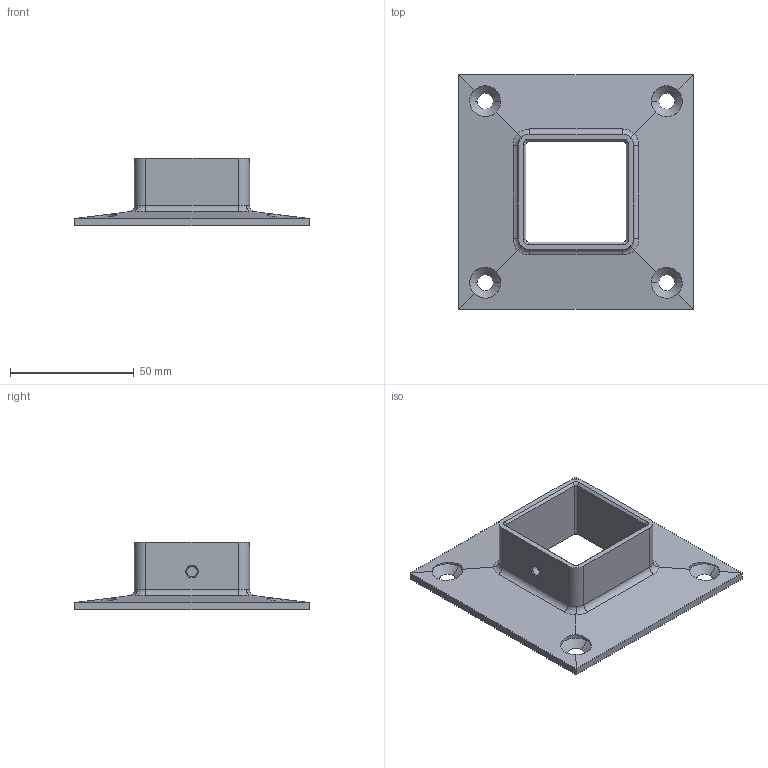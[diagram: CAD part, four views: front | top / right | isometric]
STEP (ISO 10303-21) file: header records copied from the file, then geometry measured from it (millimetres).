
FILE_DESCRIPTION (( 'STEP AP203' ), '1' );
FILE_NAME ('A_4505-040.STEP', '2022-10-28T08:32:58', ( '' ), ( '' ), 'SwSTEP 2.0', 'SolidWorks 2019', '' );
FILE_SCHEMA (( 'CONFIG_CONTROL_DESIGN' ));
Length unit declared in the file: millimetre
Products named in the file (1): A_4505-040
Bounding box: 95 x 95 x 27.5 mm (x, y, z)
Volume: 34079.9 mm3; surface area: 24037.9 mm2
Topology: 1 solids, 1 shells, 131 faces, 322 edges, 182 vertices
Faces by surface type: cylinder 54, plane 39, cone 18, bspline 8, sphere 8, torus 4
Entity records: 3987 total; most frequent: CARTESIAN_POINT 928, DIRECTION 636, ORIENTED_EDGE 628, EDGE_CURVE 314, AXIS2_PLACEMENT_3D 234, VERTEX_POINT 182, LINE 168, VECTOR 168
